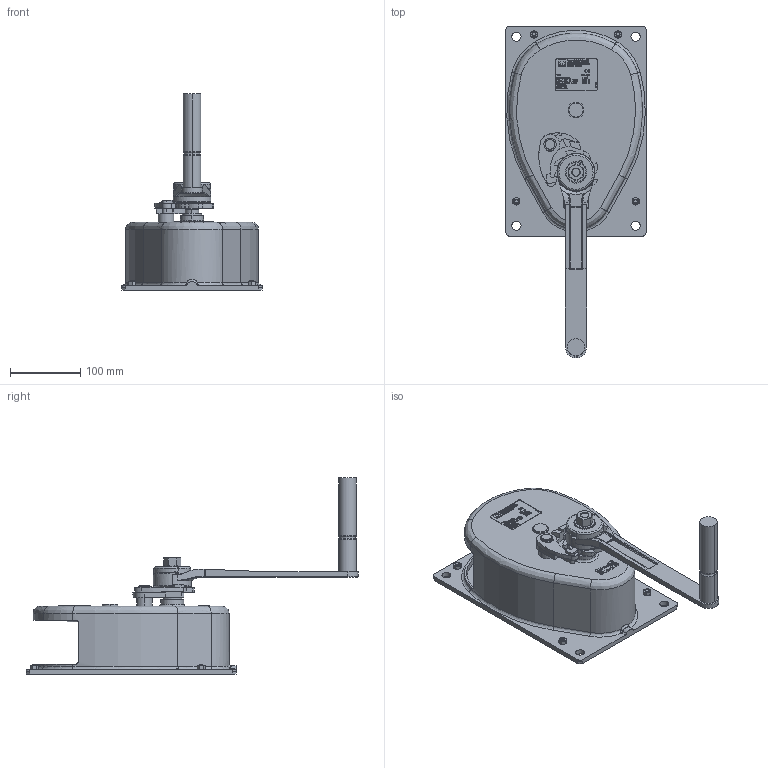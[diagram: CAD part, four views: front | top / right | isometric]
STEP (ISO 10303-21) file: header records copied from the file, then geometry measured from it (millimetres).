
FILE_DESCRIPTION(('Creo Elements/Direct Modeling STEP Export'),'2;1');
FILE_NAME('200047.stp','2022-04-14T14:42:46',(''),(''),'Creo Elements/Direct Modeling STEP processor for AP214 (Solid Model)','Creo Elements/Direct Modeling 20.1C 13-Oct-2019 (C) Parametric Technology GmbH','');
FILE_SCHEMA(('AUTOMOTIVE_DESIGN { 1 0 10303 214 1 1 1 1 }'));
Products named in the file (3): Gehäuse; Kurbel_101397; Seilwinde_200047_220.0_3
Assembly tree (2 placements, depth 2):
  Seilwinde_200047_220.0_3
    Kurbel_101397
    Gehäuse
Bounding box: 200 x 474 x 280.06 mm (x, y, z)
Volume: 1200925.8 mm3; surface area: 476728.5 mm2
Topology: 2 solids, 2 shells, 1228 faces, 9131 edges, 8224 vertices
Faces by surface type: plane 513, cylinder 422, cone 158, bspline 76, torus 49, extrusion 8, sphere 2
Entity records: 125845 total; most frequent: CARTESIAN_POINT 48286, ORIENTED_EDGE 18246, DIRECTION 10589, EDGE_CURVE 9123, VERTEX_POINT 8224, VECTOR 7475, LINE 7467, EDGE_LOOP 1575
